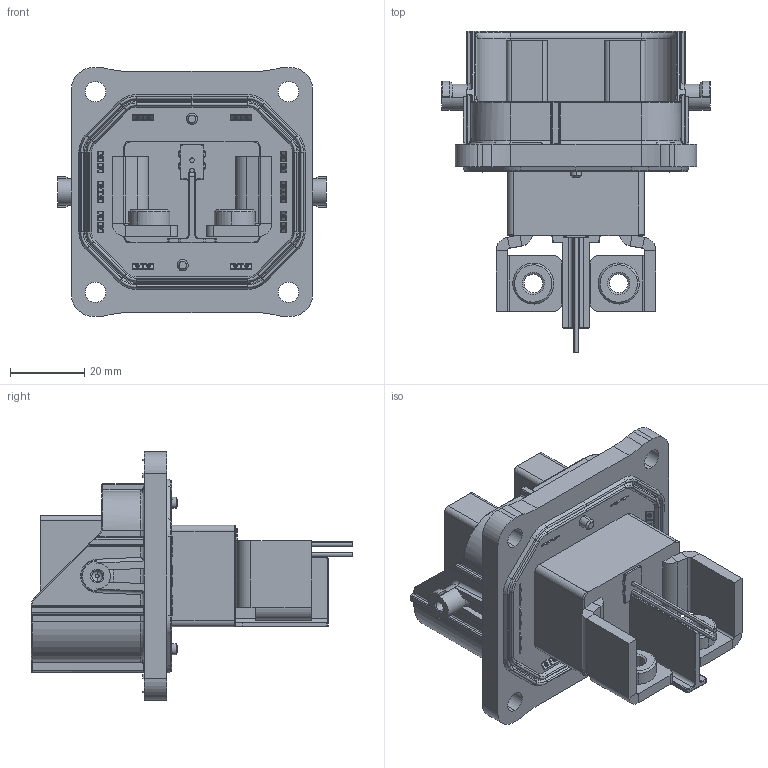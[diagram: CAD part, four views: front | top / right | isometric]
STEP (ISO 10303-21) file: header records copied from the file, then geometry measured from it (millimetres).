
FILE_DESCRIPTION (( 'STEP AP203' ), '1' );
FILE_NAME ('脣釱4.STEP', '2024-03-07T12:40:09', ( '' ), ( '' ), 'SwSTEP 2.0', 'SolidWorks 2018', '' );
FILE_SCHEMA (( 'CONFIG_CONTROL_DESIGN' ));
Length unit declared in the file: millimetre
Products named in the file (1): 脣釱4
Bounding box: 72.3 x 86.59 x 67 mm (x, y, z)
Volume: 78232.6 mm3; surface area: 32825.6 mm2
Topology: 3 solids, 3 shells, 1414 faces, 3430 edges, 2116 vertices
Faces by surface type: plane 646, cylinder 390, torus 286, cone 64, bspline 18, sphere 10
Entity records: 42204 total; most frequent: CARTESIAN_POINT 8623, DIRECTION 7339, ORIENTED_EDGE 6848, EDGE_CURVE 3424, AXIS2_PLACEMENT_3D 2730, VERTEX_POINT 2116, LINE 1879, VECTOR 1879
